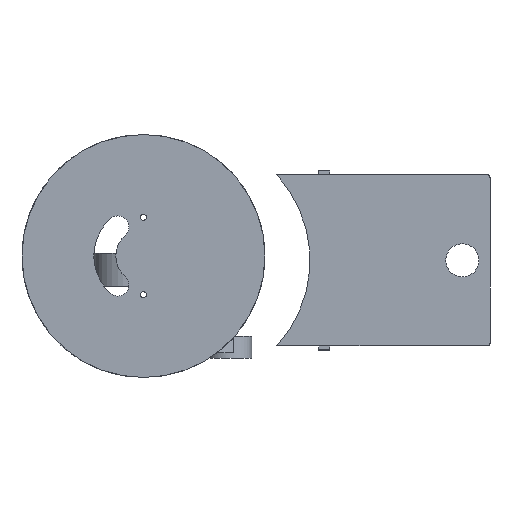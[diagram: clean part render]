
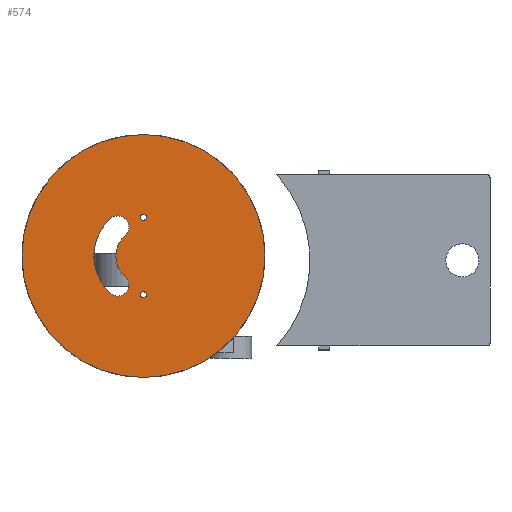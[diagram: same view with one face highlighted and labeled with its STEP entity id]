
A CAD part, front view. The second image highlights one B-rep face of the part: STEP entity #574.
In plain terms, the highlighted planar face has unit normal (0, -1, 0).
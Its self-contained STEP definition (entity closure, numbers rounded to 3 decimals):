
#1 = ORIENTED_EDGE ( 'NONE', *, *, #1016, .F. ) ;
#32 = EDGE_CURVE ( 'NONE', #1166, #3801, #588, .T. ) ;
#62 = VERTEX_POINT ( 'NONE', #2946 ) ;
#127 = AXIS2_PLACEMENT_3D ( 'NONE', #2634, #3993, #2562 ) ;
#313 = DIRECTION ( 'NONE',  ( 0., 0., 1. ) ) ;
#415 = VERTEX_POINT ( 'NONE', #4502 ) ;
#574 = ADVANCED_FACE ( 'NONE', ( #3893, #2570, #3056, #5694 ), #1621, .F. ) ;
#588 = CIRCLE ( 'NONE', #4016, 1.1 ) ;
#658 = CARTESIAN_POINT ( 'NONE',  ( 0., 0., -44. ) ) ;
#741 = ORIENTED_EDGE ( 'NONE', *, *, #912, .F. ) ;
#817 = ORIENTED_EDGE ( 'NONE', *, *, #5848, .F. ) ;
#870 = DIRECTION ( 'NONE',  ( 0., 0., 1. ) ) ;
#912 = EDGE_CURVE ( 'NONE', #2557, #415, #5147, .T. ) ;
#976 = CARTESIAN_POINT ( 'NONE',  ( 0., 0., 0. ) ) ;
#1016 = EDGE_CURVE ( 'NONE', #62, #3919, #1928, .T. ) ;
#1146 = DIRECTION ( 'NONE',  ( 0., -1., 0. ) ) ;
#1166 = VERTEX_POINT ( 'NONE', #5702 ) ;
#1178 = CIRCLE ( 'NONE', #4487, 10. ) ;
#1181 = VERTEX_POINT ( 'NONE', #5312 ) ;
#1225 = DIRECTION ( 'NONE',  ( 0., -1., 0. ) ) ;
#1233 = CARTESIAN_POINT ( 'NONE',  ( 0., 0., 0. ) ) ;
#1294 = CARTESIAN_POINT ( 'NONE',  ( -9.26, 0., 10.5 ) ) ;
#1310 = AXIS2_PLACEMENT_3D ( 'NONE', #1294, #4913, #870 ) ;
#1313 = DIRECTION ( 'NONE',  ( 0., -1., 0. ) ) ;
#1408 = CARTESIAN_POINT ( 'NONE',  ( -6.614, 0., -7.5 ) ) ;
#1505 = CARTESIAN_POINT ( 'NONE',  ( 0., 0., -14. ) ) ;
#1533 = ORIENTED_EDGE ( 'NONE', *, *, #2100, .F. ) ;
#1543 = CARTESIAN_POINT ( 'NONE',  ( 0., 0., 15.1 ) ) ;
#1621 = PLANE ( 'NONE',  #4575 ) ;
#1717 = VERTEX_POINT ( 'NONE', #1543 ) ;
#1726 = DIRECTION ( 'NONE',  ( 0., 0., 1. ) ) ;
#1757 = CIRCLE ( 'NONE', #2808, 44. ) ;
#1788 = ORIENTED_EDGE ( 'NONE', *, *, #32, .F. ) ;
#1840 = ORIENTED_EDGE ( 'NONE', *, *, #2571, .F. ) ;
#1848 = AXIS2_PLACEMENT_3D ( 'NONE', #2632, #1313, #3074 ) ;
#1928 = CIRCLE ( 'NONE', #5054, 44. ) ;
#2015 = ORIENTED_EDGE ( 'NONE', *, *, #3222, .F. ) ;
#2092 = ORIENTED_EDGE ( 'NONE', *, *, #3637, .F. ) ;
#2100 = EDGE_CURVE ( 'NONE', #1717, #3602, #4977, .T. ) ;
#2129 = ORIENTED_EDGE ( 'NONE', *, *, #2514, .F. ) ;
#2130 = AXIS2_PLACEMENT_3D ( 'NONE', #5293, #1225, #5771 ) ;
#2288 = CARTESIAN_POINT ( 'NONE',  ( -9.26, 0., 10.5 ) ) ;
#2306 = AXIS2_PLACEMENT_3D ( 'NONE', #2288, #4600, #3665 ) ;
#2387 = EDGE_CURVE ( 'NONE', #3801, #1166, #4405, .T. ) ;
#2514 = EDGE_CURVE ( 'NONE', #415, #4725, #3472, .T. ) ;
#2557 = VERTEX_POINT ( 'NONE', #2741 ) ;
#2562 = DIRECTION ( 'NONE',  ( 0., 0., -1. ) ) ;
#2570 = FACE_BOUND ( 'NONE', #4270, .T. ) ;
#2571 = EDGE_CURVE ( 'NONE', #1181, #5117, #2598, .T. ) ;
#2598 = CIRCLE ( 'NONE', #2306, 4. ) ;
#2632 = CARTESIAN_POINT ( 'NONE',  ( 0., 0., -14. ) ) ;
#2634 = CARTESIAN_POINT ( 'NONE',  ( 0., 0., 14. ) ) ;
#2715 = CARTESIAN_POINT ( 'NONE',  ( 0., 0., 0. ) ) ;
#2741 = CARTESIAN_POINT ( 'NONE',  ( -11.906, 0., 13.5 ) ) ;
#2797 = DIRECTION ( 'NONE',  ( 0., 1., 0. ) ) ;
#2808 = AXIS2_PLACEMENT_3D ( 'NONE', #2715, #5521, #4515 ) ;
#2946 = CARTESIAN_POINT ( 'NONE',  ( 0., 0., 44. ) ) ;
#2998 = AXIS2_PLACEMENT_3D ( 'NONE', #5595, #1146, #4758 ) ;
#3053 = DIRECTION ( 'NONE',  ( 0., 1., 0. ) ) ;
#3056 = FACE_OUTER_BOUND ( 'NONE', #4226, .T. ) ;
#3074 = DIRECTION ( 'NONE',  ( 0., 0., -1. ) ) ;
#3107 = DIRECTION ( 'NONE',  ( 0., -1., 0. ) ) ;
#3222 = EDGE_CURVE ( 'NONE', #4725, #1181, #1178, .T. ) ;
#3325 = DIRECTION ( 'NONE',  ( 0., 0., -1. ) ) ;
#3439 = CARTESIAN_POINT ( 'NONE',  ( 0., 0., 0. ) ) ;
#3472 = CIRCLE ( 'NONE', #2130, 4. ) ;
#3594 = ORIENTED_EDGE ( 'NONE', *, *, #2387, .F. ) ;
#3602 = VERTEX_POINT ( 'NONE', #5831 ) ;
#3637 = EDGE_CURVE ( 'NONE', #3602, #1717, #5646, .T. ) ;
#3639 = AXIS2_PLACEMENT_3D ( 'NONE', #4928, #3107, #1726 ) ;
#3665 = DIRECTION ( 'NONE',  ( 0., 0., 1. ) ) ;
#3801 = VERTEX_POINT ( 'NONE', #4602 ) ;
#3815 = CARTESIAN_POINT ( 'NONE',  ( -9.26, 0., 14.5 ) ) ;
#3826 = EDGE_CURVE ( 'NONE', #3919, #62, #1757, .T. ) ;
#3893 = FACE_BOUND ( 'NONE', #5224, .T. ) ;
#3919 = VERTEX_POINT ( 'NONE', #658 ) ;
#3993 = DIRECTION ( 'NONE',  ( 0., -1., 0. ) ) ;
#4016 = AXIS2_PLACEMENT_3D ( 'NONE', #1505, #5197, #3325 ) ;
#4226 = EDGE_LOOP ( 'NONE', ( #4768, #1 ) ) ;
#4270 = EDGE_LOOP ( 'NONE', ( #2092, #1533 ) ) ;
#4374 = DIRECTION ( 'NONE',  ( 0., 1., 0. ) ) ;
#4405 = CIRCLE ( 'NONE', #1848, 1.1 ) ;
#4461 = EDGE_LOOP ( 'NONE', ( #741, #817, #1840, #2015, #2129 ) ) ;
#4487 = AXIS2_PLACEMENT_3D ( 'NONE', #1233, #3053, #5778 ) ;
#4502 = CARTESIAN_POINT ( 'NONE',  ( -11.906, 0., -13.5 ) ) ;
#4515 = DIRECTION ( 'NONE',  ( 0., 0., 1. ) ) ;
#4575 = AXIS2_PLACEMENT_3D ( 'NONE', #3439, #4374, #313 ) ;
#4600 = DIRECTION ( 'NONE',  ( 0., -1., 0. ) ) ;
#4602 = CARTESIAN_POINT ( 'NONE',  ( 0., 0., -15.1 ) ) ;
#4725 = VERTEX_POINT ( 'NONE', #1408 ) ;
#4758 = DIRECTION ( 'NONE',  ( 0., 0., -1. ) ) ;
#4768 = ORIENTED_EDGE ( 'NONE', *, *, #3826, .F. ) ;
#4913 = DIRECTION ( 'NONE',  ( 0., -1., 0. ) ) ;
#4928 = CARTESIAN_POINT ( 'NONE',  ( 0., 0., 0. ) ) ;
#4977 = CIRCLE ( 'NONE', #2998, 1.1 ) ;
#5054 = AXIS2_PLACEMENT_3D ( 'NONE', #976, #2797, #5076 ) ;
#5076 = DIRECTION ( 'NONE',  ( 0., 0., 1. ) ) ;
#5117 = VERTEX_POINT ( 'NONE', #3815 ) ;
#5147 = CIRCLE ( 'NONE', #3639, 18. ) ;
#5197 = DIRECTION ( 'NONE',  ( 0., -1., 0. ) ) ;
#5224 = EDGE_LOOP ( 'NONE', ( #3594, #1788 ) ) ;
#5293 = CARTESIAN_POINT ( 'NONE',  ( -9.26, 0., -10.5 ) ) ;
#5312 = CARTESIAN_POINT ( 'NONE',  ( -6.614, 0., 7.5 ) ) ;
#5384 = CIRCLE ( 'NONE', #1310, 4. ) ;
#5521 = DIRECTION ( 'NONE',  ( 0., 1., 0. ) ) ;
#5595 = CARTESIAN_POINT ( 'NONE',  ( 0., 0., 14. ) ) ;
#5646 = CIRCLE ( 'NONE', #127, 1.1 ) ;
#5694 = FACE_BOUND ( 'NONE', #4461, .T. ) ;
#5702 = CARTESIAN_POINT ( 'NONE',  ( 0., 0., -12.9 ) ) ;
#5771 = DIRECTION ( 'NONE',  ( 0., 0., 1. ) ) ;
#5778 = DIRECTION ( 'NONE',  ( 0., 0., 1. ) ) ;
#5831 = CARTESIAN_POINT ( 'NONE',  ( 0., 0., 12.9 ) ) ;
#5848 = EDGE_CURVE ( 'NONE', #5117, #2557, #5384, .T. ) ;
